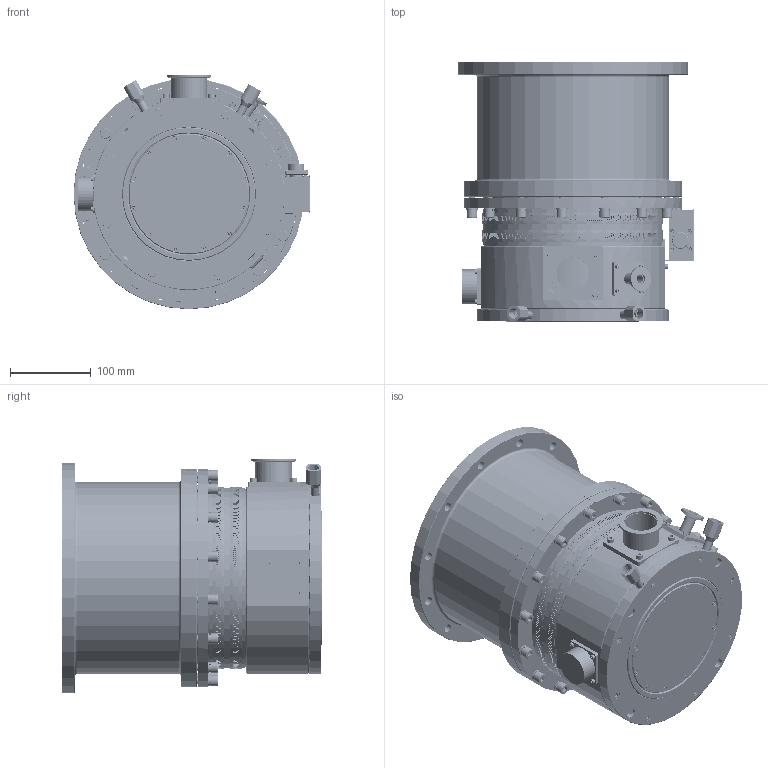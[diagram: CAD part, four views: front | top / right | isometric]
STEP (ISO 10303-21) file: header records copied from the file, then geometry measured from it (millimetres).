
FILE_DESCRIPTION (( 'STEP AP203' ), '1' );
FILE_NAME ('KTP-1601.STEP', '2025-11-25T11:19:35', ( '' ), ( '' ), 'SwSTEP 2.0', 'SolidWorks 2020', '' );
FILE_SCHEMA (( 'CONFIG_CONTROL_DESIGN' ));
Length unit declared in the file: millimetre
Products named in the file (1): KTP-1601
Bounding box: 293 x 322 x 290 mm (x, y, z)
Volume: 14573679.6 mm3; surface area: 1079662.1 mm2
Topology: 259 solids, 261 shells, 4651 faces, 11228 edges, 7244 vertices
Faces by surface type: plane 1860, bspline 1512, cylinder 919, cone 199, torus 151, sphere 10
Full cylindrical faces by diameter (mm): 0.5 x1, 2.5 x8, 2.598 x16, 3 x50, 3.2 x16, 3.3 x1, 3.4 x4, 3.5 x4, 4 x2, 4.2 x8, 4.763 x6, 5 x8, 5.5 x36, 6 x12, 6.35 x4, 6.5 x8, 7.144 x2, 8 x34, 8.5 x34, 10 x20, 10.2 x2, 11 x12, 12.3 x1, 12.5 x4, 13 x15, 14 x16, 16.1 x1, 17 x1, 19.7 x1, 20 x2
Entity records: 234258 total; most frequent: CARTESIAN_POINT 146605, ORIENTED_EDGE 20680, DIRECTION 11486, EDGE_CURVE 10340, VERTEX_POINT 7017, EDGE_LOOP 6321, B_SPLINE_CURVE_WITH_KNOTS 5229, FACE_OUTER_BOUND 4838
